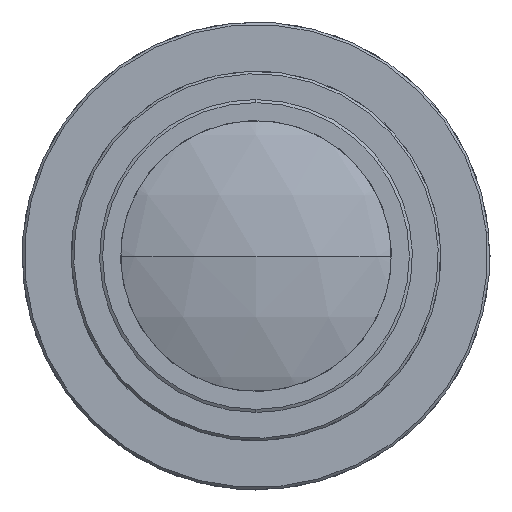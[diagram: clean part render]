
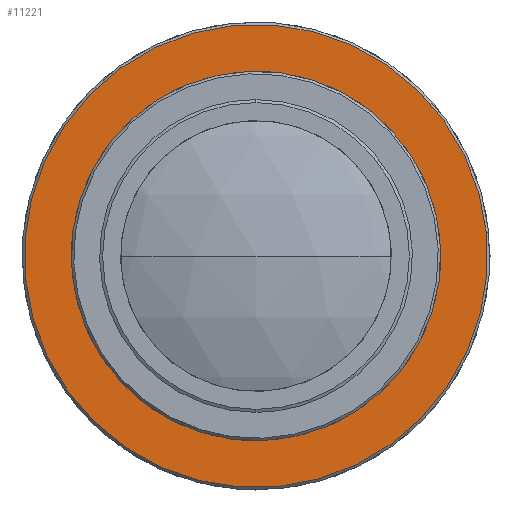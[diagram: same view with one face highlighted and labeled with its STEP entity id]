
A CAD part, left-side view. The second image highlights one B-rep face of the part: STEP entity #11221.
In plain terms, the highlighted planar face has unit normal (-1, 0, 0).
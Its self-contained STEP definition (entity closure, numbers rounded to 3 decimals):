
#1573 = CARTESIAN_POINT ( 'NONE',  ( -46.832, 0., 0. ) ) ;
#2856 = VERTEX_POINT ( 'NONE', #17845 ) ;
#4484 = DIRECTION ( 'NONE',  ( 1., 0., 0. ) ) ;
#5609 = CARTESIAN_POINT ( 'NONE',  ( -46.832, -18.708, 1.861 ) ) ;
#7907 = DIRECTION ( 'NONE',  ( 0., 0.995, -0.099 ) ) ;
#8003 = EDGE_CURVE ( 'NONE', #30669, #33874, #27088, .T. ) ;
#9344 = DIRECTION ( 'NONE',  ( 1., 0., 0. ) ) ;
#11029 = CARTESIAN_POINT ( 'NONE',  ( -46.832, 0., 0. ) ) ;
#11221 = ADVANCED_FACE ( 'NONE', ( #14806, #18505 ), #23073, .T. ) ;
#11307 = CARTESIAN_POINT ( 'NONE',  ( -46.832, 0., 0. ) ) ;
#13506 = AXIS2_PLACEMENT_3D ( 'NONE', #1573, #15697, #19087 ) ;
#14465 = CIRCLE ( 'NONE', #13506, 18.8 ) ;
#14806 = FACE_OUTER_BOUND ( 'NONE', #38005, .T. ) ;
#15697 = DIRECTION ( 'NONE',  ( -1., 0., 0. ) ) ;
#17845 = CARTESIAN_POINT ( 'NONE',  ( -46.832, 18.708, -1.861 ) ) ;
#18505 = FACE_BOUND ( 'NONE', #33224, .T. ) ;
#19087 = DIRECTION ( 'NONE',  ( 0., -0.995, 0.099 ) ) ;
#21675 = EDGE_CURVE ( 'NONE', #37228, #2856, #26173, .T. ) ;
#21792 = ORIENTED_EDGE ( 'NONE', *, *, #38786, .T. ) ;
#22314 = AXIS2_PLACEMENT_3D ( 'NONE', #11307, #41213, #28072 ) ;
#23073 = PLANE ( 'NONE',  #30647 ) ;
#26173 = CIRCLE ( 'NONE', #22314, 18.8 ) ;
#26585 = ORIENTED_EDGE ( 'NONE', *, *, #35023, .T. ) ;
#27088 = CIRCLE ( 'NONE', #37427, 15. ) ;
#28072 = DIRECTION ( 'NONE',  ( 0., -0.995, 0.099 ) ) ;
#29445 = CARTESIAN_POINT ( 'NONE',  ( -46.832, -14.926, 1.485 ) ) ;
#30052 = ORIENTED_EDGE ( 'NONE', *, *, #21675, .T. ) ;
#30647 = AXIS2_PLACEMENT_3D ( 'NONE', #39934, #43462, #36109 ) ;
#30669 = VERTEX_POINT ( 'NONE', #34159 ) ;
#32910 = ORIENTED_EDGE ( 'NONE', *, *, #8003, .T. ) ;
#33224 = EDGE_LOOP ( 'NONE', ( #32910, #21792 ) ) ;
#33549 = AXIS2_PLACEMENT_3D ( 'NONE', #42819, #9344, #36193 ) ;
#33874 = VERTEX_POINT ( 'NONE', #29445 ) ;
#34159 = CARTESIAN_POINT ( 'NONE',  ( -46.832, 14.926, -1.485 ) ) ;
#35023 = EDGE_CURVE ( 'NONE', #2856, #37228, #14465, .T. ) ;
#36109 = DIRECTION ( 'NONE',  ( 0., -0.995, 0.099 ) ) ;
#36193 = DIRECTION ( 'NONE',  ( 0., 0.995, -0.099 ) ) ;
#37228 = VERTEX_POINT ( 'NONE', #5609 ) ;
#37427 = AXIS2_PLACEMENT_3D ( 'NONE', #11029, #4484, #7907 ) ;
#38005 = EDGE_LOOP ( 'NONE', ( #26585, #30052 ) ) ;
#38786 = EDGE_CURVE ( 'NONE', #33874, #30669, #40847, .T. ) ;
#39934 = CARTESIAN_POINT ( 'NONE',  ( -46.832, 14.926, -1.485 ) ) ;
#40847 = CIRCLE ( 'NONE', #33549, 15. ) ;
#41213 = DIRECTION ( 'NONE',  ( -1., 0., 0. ) ) ;
#42819 = CARTESIAN_POINT ( 'NONE',  ( -46.832, 0., 0. ) ) ;
#43462 = DIRECTION ( 'NONE',  ( -1., 0., 0. ) ) ;
